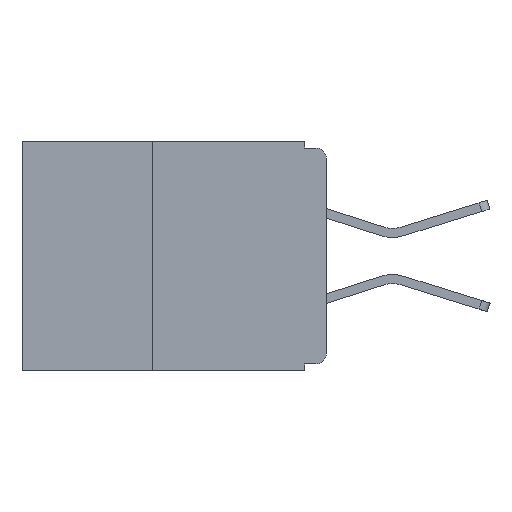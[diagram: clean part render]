
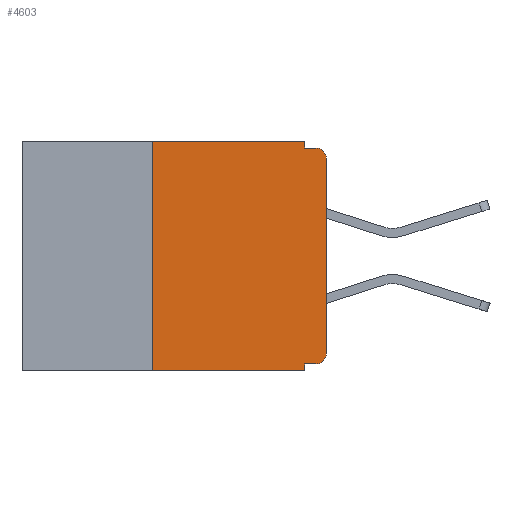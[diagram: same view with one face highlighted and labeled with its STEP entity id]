
A CAD part, left-side view. The second image highlights one B-rep face of the part: STEP entity #4603.
In plain terms, the highlighted planar face has unit normal (-1, 0, 0).
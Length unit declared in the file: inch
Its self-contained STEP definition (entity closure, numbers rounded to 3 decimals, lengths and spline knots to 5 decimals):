
#45 = EDGE_CURVE ( 'NONE', #3649, #2613, #13931, .T. ) ;
#292 = CARTESIAN_POINT ( 'NONE',  ( 0., 0.015, -0.025 ) ) ;
#860 = CARTESIAN_POINT ( 'NONE',  ( 0., 0.437, -0.33 ) ) ;
#1025 = CARTESIAN_POINT ( 'NONE',  ( 0., 0., -0.305 ) ) ;
#1406 = CARTESIAN_POINT ( 'NONE',  ( 0., 0., 0. ) ) ;
#1734 = AXIS2_PLACEMENT_3D ( 'NONE', #10828, #4621, #15351 ) ;
#1770 = DIRECTION ( 'NONE',  ( -1., 0., 0. ) ) ;
#1852 = DIRECTION ( 'NONE',  ( 0., 0., -1. ) ) ;
#2550 = AXIS2_PLACEMENT_3D ( 'NONE', #292, #11200, #1852 ) ;
#2613 = VERTEX_POINT ( 'NONE', #3499 ) ;
#2768 = ORIENTED_EDGE ( 'NONE', *, *, #16053, .F. ) ;
#3142 = ORIENTED_EDGE ( 'NONE', *, *, #18248, .T. ) ;
#3233 = VECTOR ( 'NONE', #18908, 39.37008 ) ;
#3236 = LINE ( 'NONE', #1406, #15034 ) ;
#3243 = ORIENTED_EDGE ( 'NONE', *, *, #5138, .F. ) ;
#3432 = EDGE_CURVE ( 'NONE', #14158, #11707, #9542, .T. ) ;
#3499 = CARTESIAN_POINT ( 'NONE',  ( 0., 0.031, -0.33 ) ) ;
#3649 = VERTEX_POINT ( 'NONE', #13072 ) ;
#3797 = CARTESIAN_POINT ( 'NONE',  ( 0., 0.031, 0. ) ) ;
#4488 = DIRECTION ( 'NONE',  ( 0., -1., 0. ) ) ;
#4529 = ORIENTED_EDGE ( 'NONE', *, *, #7397, .F. ) ;
#4603 = ADVANCED_FACE ( 'NONE', ( #9261 ), #9193, .F. ) ;
#4621 = DIRECTION ( 'NONE',  ( 1., 0., 0. ) ) ;
#4641 = VERTEX_POINT ( 'NONE', #4752 ) ;
#4752 = CARTESIAN_POINT ( 'NONE',  ( 0., 0.25, 0. ) ) ;
#4930 = DIRECTION ( 'NONE',  ( 0., -1., 0. ) ) ;
#5000 = VERTEX_POINT ( 'NONE', #11733 ) ;
#5138 = EDGE_CURVE ( 'NONE', #3649, #4641, #19831, .T. ) ;
#5233 = DIRECTION ( 'NONE',  ( 0., 0., -1. ) ) ;
#5283 = VECTOR ( 'NONE', #5765, 39.37008 ) ;
#5613 = VECTOR ( 'NONE', #4930, 39.37008 ) ;
#5765 = DIRECTION ( 'NONE',  ( 0., -1., 0. ) ) ;
#6162 = CIRCLE ( 'NONE', #2550, 0.015 ) ;
#6198 = EDGE_CURVE ( 'NONE', #4641, #8312, #9757, .T. ) ;
#6313 = CARTESIAN_POINT ( 'NONE',  ( 0., 0., -0.32 ) ) ;
#6779 = VECTOR ( 'NONE', #5233, 39.37008 ) ;
#6812 = CARTESIAN_POINT ( 'NONE',  ( 0., 0.031, 0. ) ) ;
#6905 = LINE ( 'NONE', #8328, #3233 ) ;
#7284 = VECTOR ( 'NONE', #12131, 39.37008 ) ;
#7397 = EDGE_CURVE ( 'NONE', #14158, #14027, #13010, .T. ) ;
#7587 = CARTESIAN_POINT ( 'NONE',  ( 0., 0., -0.025 ) ) ;
#7841 = EDGE_CURVE ( 'NONE', #5000, #8543, #12992, .T. ) ;
#8312 = VERTEX_POINT ( 'NONE', #3797 ) ;
#8328 = CARTESIAN_POINT ( 'NONE',  ( 0., 0.031, -0.33 ) ) ;
#8454 = ORIENTED_EDGE ( 'NONE', *, *, #45, .T. ) ;
#8543 = VERTEX_POINT ( 'NONE', #12892 ) ;
#8791 = ORIENTED_EDGE ( 'NONE', *, *, #3432, .T. ) ;
#9193 = PLANE ( 'NONE',  #1734 ) ;
#9261 = FACE_OUTER_BOUND ( 'NONE', #15141, .T. ) ;
#9542 = CIRCLE ( 'NONE', #18049, 0.015 ) ;
#9757 = LINE ( 'NONE', #16805, #5613 ) ;
#10465 = CARTESIAN_POINT ( 'NONE',  ( 0., 0., -0.01 ) ) ;
#10605 = CARTESIAN_POINT ( 'NONE',  ( 0., 0.25, -0.33 ) ) ;
#10792 = DIRECTION ( 'NONE',  ( 0., 0., 1. ) ) ;
#10828 = CARTESIAN_POINT ( 'NONE',  ( 0., 0.437, 0. ) ) ;
#10893 = EDGE_CURVE ( 'NONE', #11707, #19259, #3236, .T. ) ;
#11118 = CARTESIAN_POINT ( 'NONE',  ( 0., 0.015, -0.305 ) ) ;
#11200 = DIRECTION ( 'NONE',  ( -1., 0., 0. ) ) ;
#11650 = ORIENTED_EDGE ( 'NONE', *, *, #7841, .F. ) ;
#11707 = VERTEX_POINT ( 'NONE', #1025 ) ;
#11733 = CARTESIAN_POINT ( 'NONE',  ( 0., 0.031, -0.01 ) ) ;
#11789 = CARTESIAN_POINT ( 'NONE',  ( 0., 0.031, -0.32 ) ) ;
#12131 = DIRECTION ( 'NONE',  ( 0., 0., 1. ) ) ;
#12633 = DIRECTION ( 'NONE',  ( 0., 0., -1. ) ) ;
#12892 = CARTESIAN_POINT ( 'NONE',  ( 0., 0.015, -0.01 ) ) ;
#12992 = LINE ( 'NONE', #10465, #5283 ) ;
#13010 = LINE ( 'NONE', #6313, #18417 ) ;
#13072 = CARTESIAN_POINT ( 'NONE',  ( 0., 0.25, -0.33 ) ) ;
#13253 = EDGE_CURVE ( 'NONE', #8312, #5000, #18880, .T. ) ;
#13292 = ORIENTED_EDGE ( 'NONE', *, *, #10893, .T. ) ;
#13669 = CARTESIAN_POINT ( 'NONE',  ( 0., 0.015, -0.32 ) ) ;
#13931 = LINE ( 'NONE', #860, #14401 ) ;
#14027 = VERTEX_POINT ( 'NONE', #11789 ) ;
#14158 = VERTEX_POINT ( 'NONE', #13669 ) ;
#14401 = VECTOR ( 'NONE', #4488, 39.37008 ) ;
#15034 = VECTOR ( 'NONE', #10792, 39.37008 ) ;
#15057 = ORIENTED_EDGE ( 'NONE', *, *, #13253, .F. ) ;
#15141 = EDGE_LOOP ( 'NONE', ( #13292, #3142, #11650, #15057, #18026, #3243, #8454, #2768, #4529, #8791 ) ) ;
#15351 = DIRECTION ( 'NONE',  ( 0., 0., -1. ) ) ;
#16053 = EDGE_CURVE ( 'NONE', #14027, #2613, #6905, .T. ) ;
#16805 = CARTESIAN_POINT ( 'NONE',  ( 0., 0.437, 0. ) ) ;
#16958 = DIRECTION ( 'NONE',  ( 0., 1., 0. ) ) ;
#18026 = ORIENTED_EDGE ( 'NONE', *, *, #6198, .F. ) ;
#18049 = AXIS2_PLACEMENT_3D ( 'NONE', #11118, #1770, #12633 ) ;
#18248 = EDGE_CURVE ( 'NONE', #19259, #8543, #6162, .T. ) ;
#18417 = VECTOR ( 'NONE', #16958, 39.37008 ) ;
#18880 = LINE ( 'NONE', #6812, #6779 ) ;
#18908 = DIRECTION ( 'NONE',  ( 0., 0., -1. ) ) ;
#19259 = VERTEX_POINT ( 'NONE', #7587 ) ;
#19831 = LINE ( 'NONE', #10605, #7284 ) ;
